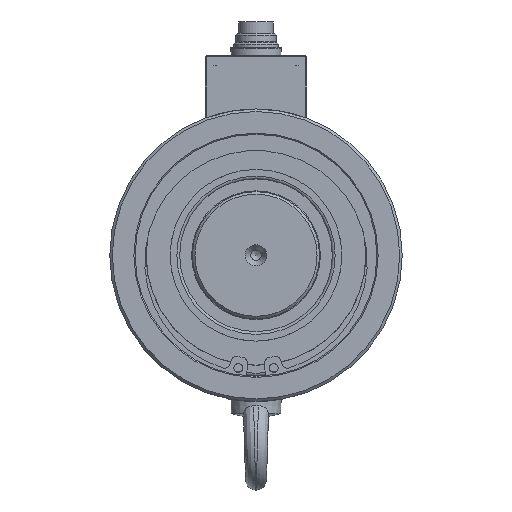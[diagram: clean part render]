
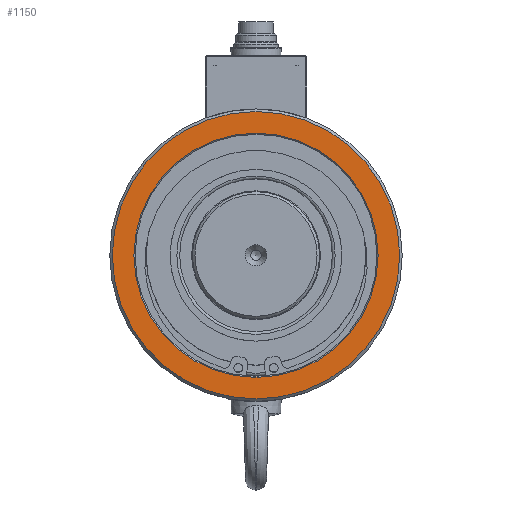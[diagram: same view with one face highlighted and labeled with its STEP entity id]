
A CAD part, left-side view. The second image highlights one B-rep face of the part: STEP entity #1150.
In plain terms, the highlighted planar face has unit normal (-1, 0, 0).
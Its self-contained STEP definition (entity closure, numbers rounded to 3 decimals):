
#1150 = ADVANCED_FACE( '', ( #2269, #2270 ), #2271, .T. );
#2269 = FACE_OUTER_BOUND( '', #4086, .T. );
#2270 = FACE_BOUND( '', #4087, .T. );
#2271 = PLANE( '', #4088 );
#4086 = EDGE_LOOP( '', ( #6996 ) );
#4087 = EDGE_LOOP( '', ( #6997 ) );
#4088 = AXIS2_PLACEMENT_3D( '', #6998, #6999, #7000 );
#6996 = ORIENTED_EDGE( '', *, *, #9021, .T. );
#6997 = ORIENTED_EDGE( '', *, *, #8926, .T. );
#6998 = CARTESIAN_POINT( '', ( 0., 0., 0. ) );
#6999 = DIRECTION( '', ( -1., 0., 0. ) );
#7000 = DIRECTION( '', ( 0., -1., 0. ) );
#8926 = EDGE_CURVE( '', #9986, #9986, #9987, .F. );
#9021 = EDGE_CURVE( '', #10128, #10128, #10129, .T. );
#9986 = VERTEX_POINT( '', #11466 );
#9987 = CIRCLE( '', #11467, 48. );
#10128 = VERTEX_POINT( '', #11715 );
#10129 = CIRCLE( '', #11716, 56.5 );
#11466 = CARTESIAN_POINT( '', ( 0., -48., 0. ) );
#11467 = AXIS2_PLACEMENT_3D( '', #13307, #13308, #13309 );
#11715 = CARTESIAN_POINT( '', ( 0., -56.5, 0. ) );
#11716 = AXIS2_PLACEMENT_3D( '', #13451, #13452, #13453 );
#13307 = CARTESIAN_POINT( '', ( 0., 0., 0. ) );
#13308 = DIRECTION( '', ( -1., 0., 0. ) );
#13309 = DIRECTION( '', ( 0., -1., 0. ) );
#13451 = CARTESIAN_POINT( '', ( 0., 0., 0. ) );
#13452 = DIRECTION( '', ( -1., 0., 0. ) );
#13453 = DIRECTION( '', ( 0., -1., 0. ) );
